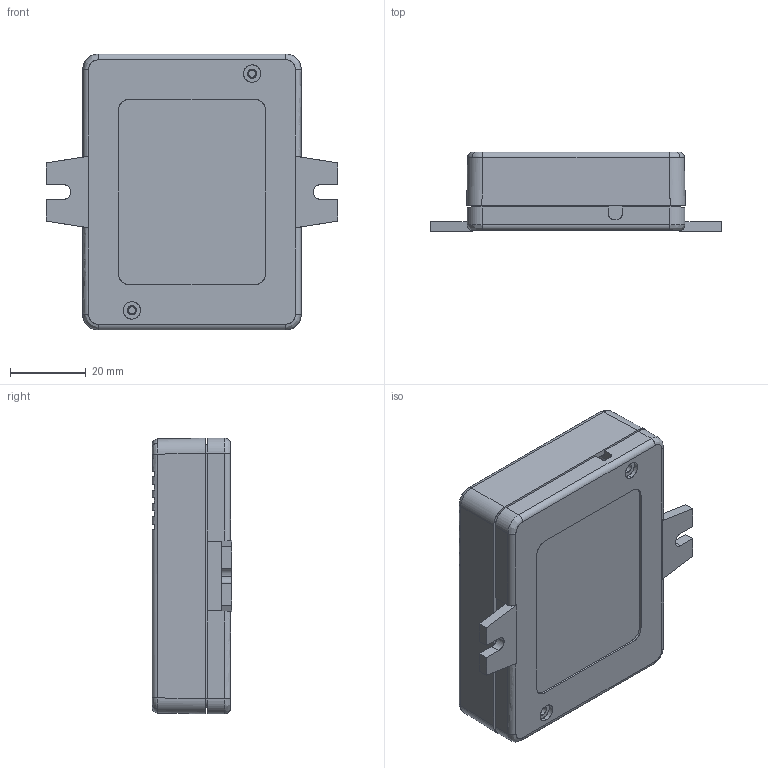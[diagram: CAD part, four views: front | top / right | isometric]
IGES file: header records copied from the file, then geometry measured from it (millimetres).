
Start section: SolidWorks IGES file using analytic representation for surfaces
Global section: file name: KM-21.IGS; native system: SolidWorks 2013; preprocessor: SolidWorks 2013; author: RAKS; date: 190418.130228; units: millimetre
Bounding box: 77 x 21 x 72.8 mm (x, y, z)
Surface area: 28143.1 mm2 (no closed solid volume)
Topology: 0 solids, 0 shells, 203 faces, 2321 edges, 2321 vertices
Faces by surface type: bspline 141, revolution 62
